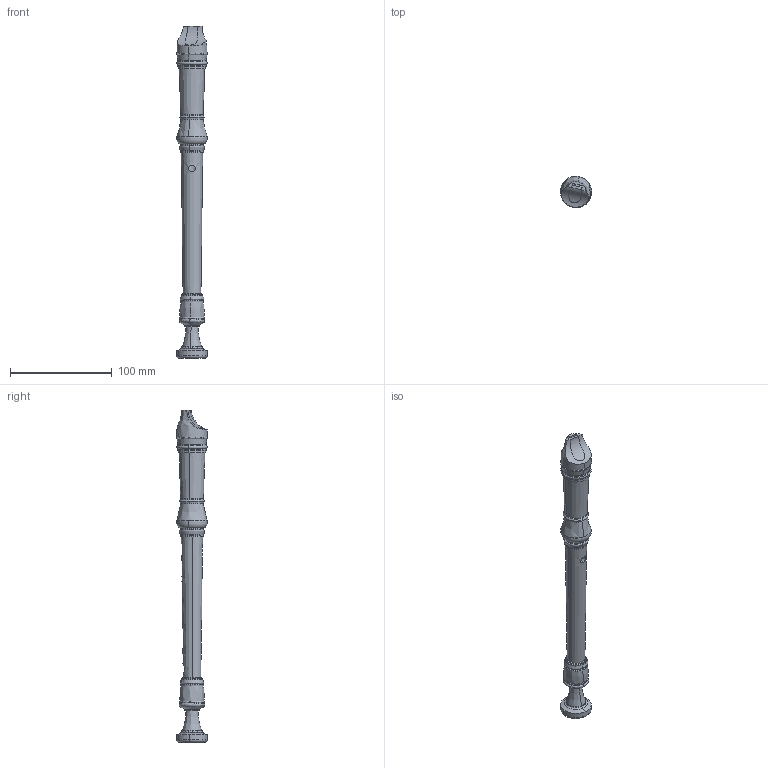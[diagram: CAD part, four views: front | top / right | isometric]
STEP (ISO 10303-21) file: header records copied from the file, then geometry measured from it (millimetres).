
FILE_DESCRIPTION (( 'STEP AP214' ), '1' );
FILE_NAME ('RECORDER.STEP', '2025-02-18T12:05:24', ( '' ), ( '' ), 'SwSTEP 2.0', 'SolidWorks 2020', '' );
FILE_SCHEMA (( 'AUTOMOTIVE_DESIGN' ));
Length unit declared in the file: millimetre
Products named in the file (4): recorder Head; Recorder main body; recorder End; RECORDER
Assembly tree (3 placements, depth 2):
  RECORDER
    Recorder main body
    recorder End
    recorder Head
Bounding box: 30.63 x 30.63 x 325.9 mm (x, y, z)
Volume: 88181.5 mm3; surface area: 41239.6 mm2
Topology: 3 solids, 3 shells, 174 faces, 472 edges, 325 vertices
Faces by surface type: cylinder 62, bspline 34, plane 32, cone 24, torus 22
Entity records: 8942 total; most frequent: CARTESIAN_POINT 4241, ORIENTED_EDGE 944, DIRECTION 859, EDGE_CURVE 472, AXIS2_PLACEMENT_3D 378, VERTEX_POINT 325, CIRCLE 232, EDGE_LOOP 223
